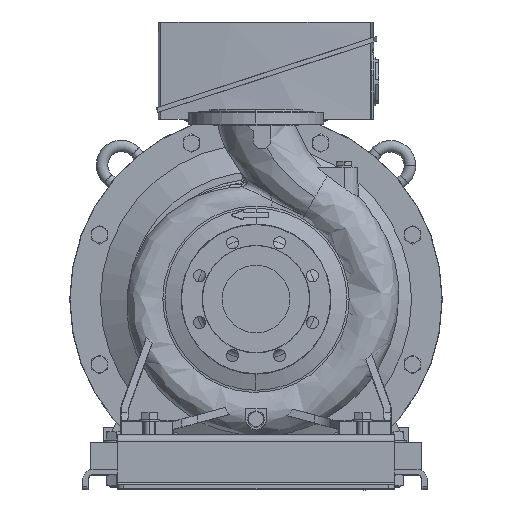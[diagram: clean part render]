
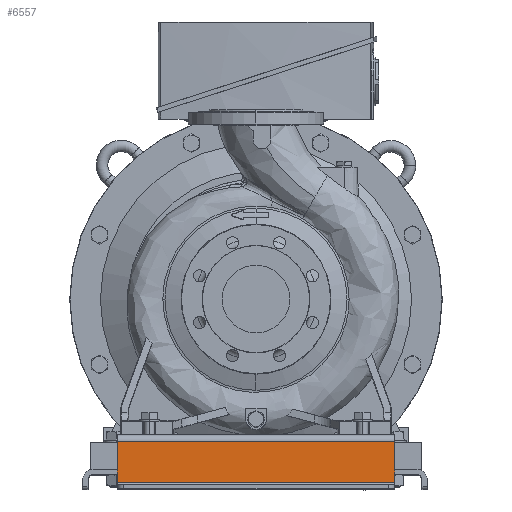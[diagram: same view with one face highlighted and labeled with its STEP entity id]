
A CAD part, top view. The second image highlights one B-rep face of the part: STEP entity #6557.
In plain terms, the highlighted face is planar.
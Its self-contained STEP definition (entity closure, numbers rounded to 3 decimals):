
#175 = EDGE_CURVE ( 'NONE', #9248, #1733, #48144, .T. ) ;
#542 = VERTEX_POINT ( 'NONE', #65278 ) ;
#1733 = VERTEX_POINT ( 'NONE', #156272 ) ;
#5963 = CARTESIAN_POINT ( 'NONE',  ( 150., -205., -288.2 ) ) ;
#6557 = ADVANCED_FACE ( 'NONE', ( #9923 ), #69022, .F. ) ;
#9248 = VERTEX_POINT ( 'NONE', #150630 ) ;
#9923 = FACE_OUTER_BOUND ( 'NONE', #187441, .T. ) ;
#25980 = ORIENTED_EDGE ( 'NONE', *, *, #82816, .F. ) ;
#43732 = ORIENTED_EDGE ( 'NONE', *, *, #119515, .T. ) ;
#48144 = LINE ( 'NONE', #134888, #170224 ) ;
#61102 = VECTOR ( 'NONE', #85628, 1000. ) ;
#63211 = LINE ( 'NONE', #5963, #131625 ) ;
#65278 = CARTESIAN_POINT ( 'NONE',  ( 150., -205., -210.2 ) ) ;
#69022 = PLANE ( 'NONE',  #85792 ) ;
#73453 = CARTESIAN_POINT ( 'NONE',  ( 150., -205., -210.2 ) ) ;
#82816 = EDGE_CURVE ( 'NONE', #542, #1733, #117249, .T. ) ;
#85628 = DIRECTION ( 'NONE',  ( 0., 1., 0. ) ) ;
#85792 = AXIS2_PLACEMENT_3D ( 'NONE', #128068, #112807, #98560 ) ;
#93716 = ORIENTED_EDGE ( 'NONE', *, *, #175, .T. ) ;
#98560 = DIRECTION ( 'NONE',  ( 0., 0., 1. ) ) ;
#100241 = VECTOR ( 'NONE', #120047, 1000. ) ;
#112807 = DIRECTION ( 'NONE',  ( -1., 0., 0. ) ) ;
#117249 = LINE ( 'NONE', #73453, #100241 ) ;
#119515 = EDGE_CURVE ( 'NONE', #174099, #9248, #130409, .T. ) ;
#120047 = DIRECTION ( 'NONE',  ( 0., 1., 0. ) ) ;
#120366 = DIRECTION ( 'NONE',  ( 0., 0., 1. ) ) ;
#128068 = CARTESIAN_POINT ( 'NONE',  ( 150., -205., -274.2 ) ) ;
#130409 = LINE ( 'NONE', #158004, #61102 ) ;
#131625 = VECTOR ( 'NONE', #120366, 1000. ) ;
#134888 = CARTESIAN_POINT ( 'NONE',  ( 150., 205., -288.2 ) ) ;
#150630 = CARTESIAN_POINT ( 'NONE',  ( 150., 205., -270.2 ) ) ;
#153287 = CARTESIAN_POINT ( 'NONE',  ( 150., -205., -270.2 ) ) ;
#156272 = CARTESIAN_POINT ( 'NONE',  ( 150., 205., -210.2 ) ) ;
#158004 = CARTESIAN_POINT ( 'NONE',  ( 150., -205., -270.2 ) ) ;
#168426 = EDGE_CURVE ( 'NONE', #174099, #542, #63211, .T. ) ;
#170224 = VECTOR ( 'NONE', #177748, 1000. ) ;
#174099 = VERTEX_POINT ( 'NONE', #153287 ) ;
#177748 = DIRECTION ( 'NONE',  ( 0., 0., 1. ) ) ;
#180791 = ORIENTED_EDGE ( 'NONE', *, *, #168426, .F. ) ;
#187441 = EDGE_LOOP ( 'NONE', ( #93716, #25980, #180791, #43732 ) ) ;
